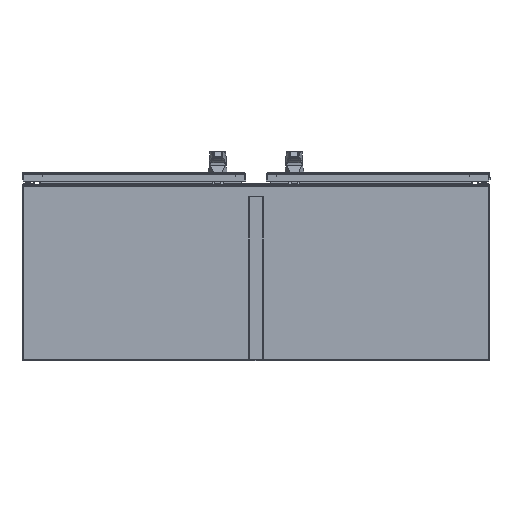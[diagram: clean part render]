
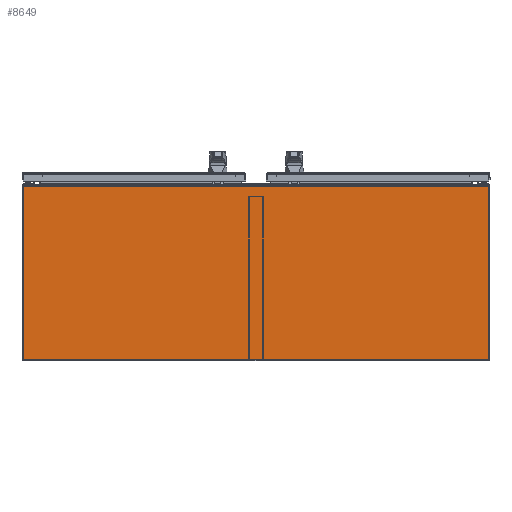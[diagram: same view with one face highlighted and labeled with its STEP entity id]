
A CAD part, front view. The second image highlights one B-rep face of the part: STEP entity #8649.
In plain terms, the highlighted planar face has unit normal (0, -1, 0).
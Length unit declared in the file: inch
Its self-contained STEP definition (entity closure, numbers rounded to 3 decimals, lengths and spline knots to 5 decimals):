
#1095 = VERTEX_POINT ( 'NONE', #19460 ) ;
#1326 = VECTOR ( 'NONE', #36526, 39.37008 ) ;
#8269 = EDGE_LOOP ( 'NONE', ( #76194, #40239, #60446, #35931 ) ) ;
#8649 = ADVANCED_FACE ( 'NONE', ( #70223 ), #47013, .F. ) ;
#9792 = CARTESIAN_POINT ( 'NONE',  ( 48.021, -0.104, 0.104 ) ) ;
#17328 = VECTOR ( 'NONE', #70560, 39.37008 ) ;
#18191 = DIRECTION ( 'NONE',  ( 0., 0., 1. ) ) ;
#19083 = EDGE_CURVE ( 'NONE', #98247, #1095, #52072, .T. ) ;
#19460 = CARTESIAN_POINT ( 'NONE',  ( 48.021, -0.104, 17.88037 ) ) ;
#28573 = CARTESIAN_POINT ( 'NONE',  ( 24.0625, -0.104, 9.1145 ) ) ;
#35752 = VERTEX_POINT ( 'NONE', #9792 ) ;
#35931 = ORIENTED_EDGE ( 'NONE', *, *, #19083, .F. ) ;
#36526 = DIRECTION ( 'NONE',  ( 1., 0., 0. ) ) ;
#40239 = ORIENTED_EDGE ( 'NONE', *, *, #84788, .F. ) ;
#47013 = PLANE ( 'NONE',  #62912 ) ;
#52072 = LINE ( 'NONE', #84370, #1326 ) ;
#52757 = LINE ( 'NONE', #74894, #63261 ) ;
#55022 = VERTEX_POINT ( 'NONE', #94045 ) ;
#57360 = DIRECTION ( 'NONE',  ( 0., 0., 1. ) ) ;
#60446 = ORIENTED_EDGE ( 'NONE', *, *, #64321, .F. ) ;
#62912 = AXIS2_PLACEMENT_3D ( 'NONE', #28573, #95931, #57360 ) ;
#63261 = VECTOR ( 'NONE', #18191, 39.37008 ) ;
#63653 = LINE ( 'NONE', #119490, #17328 ) ;
#64321 = EDGE_CURVE ( 'NONE', #1095, #35752, #63653, .T. ) ;
#70223 = FACE_OUTER_BOUND ( 'NONE', #8269, .T. ) ;
#70560 = DIRECTION ( 'NONE',  ( 0., 0., -1. ) ) ;
#74894 = CARTESIAN_POINT ( 'NONE',  ( 0.104, -0.104, 18.021 ) ) ;
#76194 = ORIENTED_EDGE ( 'NONE', *, *, #88004, .F. ) ;
#78604 = DIRECTION ( 'NONE',  ( -1., 0., 0. ) ) ;
#84370 = CARTESIAN_POINT ( 'NONE',  ( 24.0625, -0.104, 17.88037 ) ) ;
#84788 = EDGE_CURVE ( 'NONE', #35752, #55022, #117419, .T. ) ;
#86213 = VECTOR ( 'NONE', #78604, 39.37008 ) ;
#88004 = EDGE_CURVE ( 'NONE', #55022, #98247, #52757, .T. ) ;
#89521 = CARTESIAN_POINT ( 'NONE',  ( 0.104, -0.104, 17.88037 ) ) ;
#94045 = CARTESIAN_POINT ( 'NONE',  ( 0.104, -0.104, 0.104 ) ) ;
#95931 = DIRECTION ( 'NONE',  ( 0., 1., 0. ) ) ;
#98247 = VERTEX_POINT ( 'NONE', #89521 ) ;
#116320 = CARTESIAN_POINT ( 'NONE',  ( 0.104, -0.104, 0.104 ) ) ;
#117419 = LINE ( 'NONE', #116320, #86213 ) ;
#119490 = CARTESIAN_POINT ( 'NONE',  ( 48.021, -0.104, 18.021 ) ) ;
